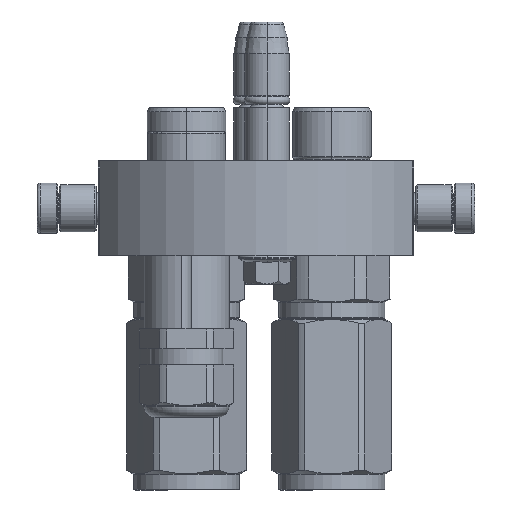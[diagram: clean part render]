
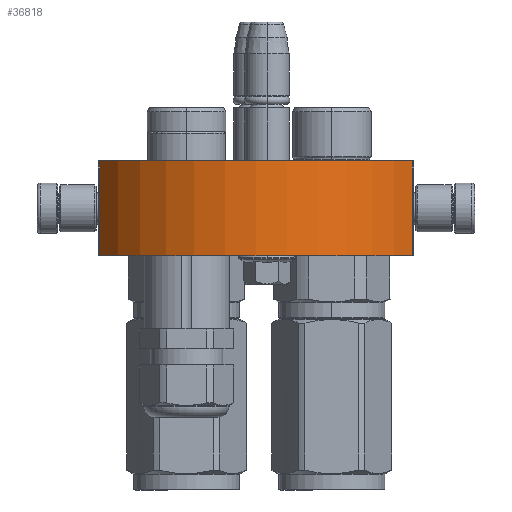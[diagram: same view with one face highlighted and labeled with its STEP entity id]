
A CAD part, left-side view. The second image highlights one B-rep face of the part: STEP entity #36818.
In plain terms, the highlighted cylindrical face has radius 57.25 mm (diameter 114.5 mm), a partial arc.
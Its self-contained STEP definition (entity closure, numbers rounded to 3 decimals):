
#1281 = CARTESIAN_POINT ( 'NONE',  ( 49.5, 0., -28.763 ) ) ;
#5090 = EDGE_CURVE ( 'NONE', #50936, #33188, #9240, .T. ) ;
#6354 = VECTOR ( 'NONE', #62755, 1000. ) ;
#6867 = CARTESIAN_POINT ( 'NONE',  ( 49.5, 30., -28.763 ) ) ;
#9240 = LINE ( 'NONE', #19920, #50099 ) ;
#12669 = ORIENTED_EDGE ( 'NONE', *, *, #5090, .F. ) ;
#13665 = CARTESIAN_POINT ( 'NONE',  ( 0., 0., 0. ) ) ;
#14370 = DIRECTION ( 'NONE',  ( 1., 0., 0. ) ) ;
#14642 = ORIENTED_EDGE ( 'NONE', *, *, #58504, .T. ) ;
#16529 = EDGE_CURVE ( 'NONE', #33188, #20150, #40648, .T. ) ;
#17018 = CARTESIAN_POINT ( 'NONE',  ( 0., 30., 0. ) ) ;
#18384 = DIRECTION ( 'NONE',  ( 0.865, 0., -0.502 ) ) ;
#19749 = ORIENTED_EDGE ( 'NONE', *, *, #48926, .T. ) ;
#19920 = CARTESIAN_POINT ( 'NONE',  ( 49.5, 0., -28.763 ) ) ;
#20150 = VERTEX_POINT ( 'NONE', #25049 ) ;
#21500 = CARTESIAN_POINT ( 'NONE',  ( -49.5, 0., -28.763 ) ) ;
#22803 = DIRECTION ( 'NONE',  ( 0.865, 0., -0.502 ) ) ;
#23370 = FACE_OUTER_BOUND ( 'NONE', #43342, .T. ) ;
#25049 = CARTESIAN_POINT ( 'NONE',  ( -49.5, 30., -28.763 ) ) ;
#28816 = LINE ( 'NONE', #35842, #6354 ) ;
#29177 = ORIENTED_EDGE ( 'NONE', *, *, #16529, .F. ) ;
#30024 = DIRECTION ( 'NONE',  ( 0., 1., 0. ) ) ;
#31301 = AXIS2_PLACEMENT_3D ( 'NONE', #40541, #30024, #18384 ) ;
#33188 = VERTEX_POINT ( 'NONE', #6867 ) ;
#35842 = CARTESIAN_POINT ( 'NONE',  ( -49.5, 0., -28.763 ) ) ;
#36818 = ADVANCED_FACE ( 'NONE', ( #23370 ), #50124, .T. ) ;
#40541 = CARTESIAN_POINT ( 'NONE',  ( 0., 0., 0. ) ) ;
#40648 = CIRCLE ( 'NONE', #43416, 57.25 ) ;
#43342 = EDGE_LOOP ( 'NONE', ( #29177, #12669, #14642, #19749 ) ) ;
#43416 = AXIS2_PLACEMENT_3D ( 'NONE', #17018, #65304, #22803 ) ;
#46718 = VERTEX_POINT ( 'NONE', #21500 ) ;
#48926 = EDGE_CURVE ( 'NONE', #46718, #20150, #28816, .T. ) ;
#50099 = VECTOR ( 'NONE', #67990, 1000. ) ;
#50124 = CYLINDRICAL_SURFACE ( 'NONE', #67267, 57.25 ) ;
#50936 = VERTEX_POINT ( 'NONE', #1281 ) ;
#58504 = EDGE_CURVE ( 'NONE', #50936, #46718, #68769, .T. ) ;
#62755 = DIRECTION ( 'NONE',  ( 0., 1., 0. ) ) ;
#65304 = DIRECTION ( 'NONE',  ( 0., 1., 0. ) ) ;
#67118 = DIRECTION ( 'NONE',  ( 0., -1., 0. ) ) ;
#67267 = AXIS2_PLACEMENT_3D ( 'NONE', #13665, #67118, #14370 ) ;
#67990 = DIRECTION ( 'NONE',  ( 0., 1., 0. ) ) ;
#68769 = CIRCLE ( 'NONE', #31301, 57.25 ) ;
